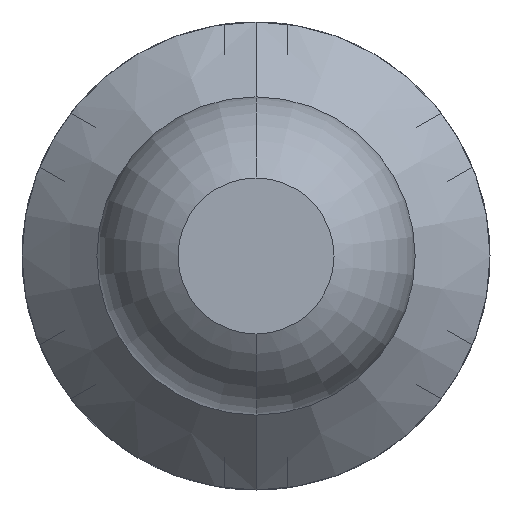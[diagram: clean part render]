
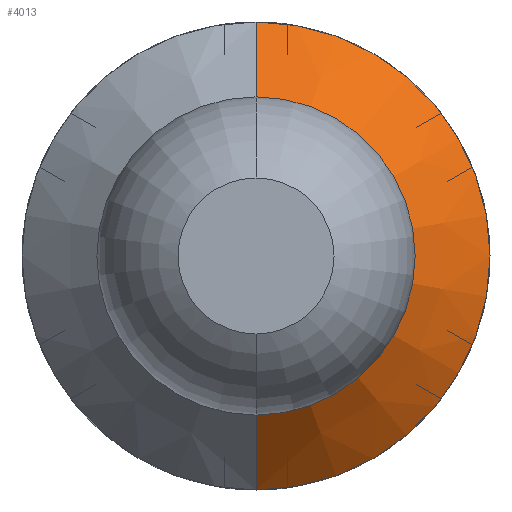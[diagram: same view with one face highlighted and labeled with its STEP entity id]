
A CAD part, front view. The second image highlights one B-rep face of the part: STEP entity #4013.
In plain terms, the highlighted conical face has half-angle 45 degrees and reference radius 0.75 mm.
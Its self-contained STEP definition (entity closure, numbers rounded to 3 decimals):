
#118 = VERTEX_POINT ( 'NONE', #1446 ) ;
#283 = CARTESIAN_POINT ( 'NONE',  ( 0., 6.835, 0. ) ) ;
#427 = CIRCLE ( 'NONE', #866, 0.315 ) ;
#453 = EDGE_CURVE ( 'Defeature ausgef�hrt1_20+Defeature ausgef�hrt1_21+Defeature ausgef�hrt1_21+Defeature ausgef�hrt1_21', #2908, #2302, #2239, .T. ) ;
#789 = VERTEX_POINT ( 'NONE', #3092 ) ;
#819 = DIRECTION ( 'NONE',  ( 0., 0.707, 0.707 ) ) ;
#866 = AXIS2_PLACEMENT_3D ( 'NONE', #4551, #4562, #1668 ) ;
#1205 = CARTESIAN_POINT ( 'NONE',  ( 0., 6.835, 0.75 ) ) ;
#1446 = CARTESIAN_POINT ( 'NONE',  ( 0., 6.4, 0.315 ) ) ;
#1502 = CARTESIAN_POINT ( 'NONE',  ( 0., 6.835, -0.75 ) ) ;
#1668 = DIRECTION ( 'NONE',  ( 0., 0., 1. ) ) ;
#1774 = DIRECTION ( 'NONE',  ( 0., 1., 0. ) ) ;
#2082 = EDGE_LOOP ( 'NONE', ( #2121, #2284, #4529, #4666 ) ) ;
#2121 = ORIENTED_EDGE ( 'NONE', *, *, #2508, .T. ) ;
#2163 = CONICAL_SURFACE ( 'NONE', #2986, 0.75, 0.785 ) ;
#2239 = CIRCLE ( 'NONE', #3245, 0.75 ) ;
#2284 = ORIENTED_EDGE ( 'NONE', *, *, #3039, .T. ) ;
#2302 = VERTEX_POINT ( 'NONE', #1502 ) ;
#2326 = DIRECTION ( 'NONE',  ( 0., 1., 0. ) ) ;
#2355 = DIRECTION ( 'NONE',  ( 0., 0., 1. ) ) ;
#2508 = EDGE_CURVE ( 'Defeature ausgef�hrt1_21+Defeature ausgef�hrt1_7+Defeature ausgef�hrt1_7+Defeature ausgef�hrt1_7', #118, #789, #427, .T. ) ;
#2529 = DIRECTION ( 'NONE',  ( 0., 0.707, -0.707 ) ) ;
#2870 = DIRECTION ( 'NONE',  ( 0., 0., 1. ) ) ;
#2889 = EDGE_CURVE ( 'NONE', #118, #2908, #4385, .T. ) ;
#2908 = VERTEX_POINT ( 'NONE', #1205 ) ;
#2986 = AXIS2_PLACEMENT_3D ( 'NONE', #3755, #2326, #2355 ) ;
#3037 = CARTESIAN_POINT ( 'NONE',  ( 0., 6.835, 0.75 ) ) ;
#3039 = EDGE_CURVE ( 'NONE', #789, #2302, #4394, .T. ) ;
#3092 = CARTESIAN_POINT ( 'NONE',  ( 0., 6.4, -0.315 ) ) ;
#3245 = AXIS2_PLACEMENT_3D ( 'NONE', #283, #1774, #2870 ) ;
#3423 = VECTOR ( 'NONE', #2529, 1000. ) ;
#3594 = FACE_OUTER_BOUND ( 'NONE', #2082, .T. ) ;
#3755 = CARTESIAN_POINT ( 'NONE',  ( 0., 6.835, 0. ) ) ;
#4013 = ADVANCED_FACE ( 'Defeature ausgef�hrt1_21', ( #3594 ), #2163, .T. ) ;
#4157 = VECTOR ( 'NONE', #819, 1000. ) ;
#4259 = CARTESIAN_POINT ( 'NONE',  ( 0., 6.835, -0.75 ) ) ;
#4385 = LINE ( 'NONE', #3037, #4157 ) ;
#4394 = LINE ( 'NONE', #4259, #3423 ) ;
#4529 = ORIENTED_EDGE ( 'NONE', *, *, #453, .F. ) ;
#4551 = CARTESIAN_POINT ( 'NONE',  ( 0., 6.4, 0. ) ) ;
#4562 = DIRECTION ( 'NONE',  ( 0., 1., 0. ) ) ;
#4666 = ORIENTED_EDGE ( 'NONE', *, *, #2889, .F. ) ;
